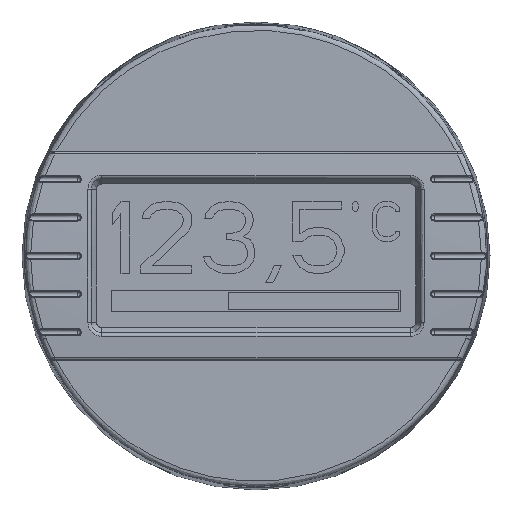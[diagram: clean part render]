
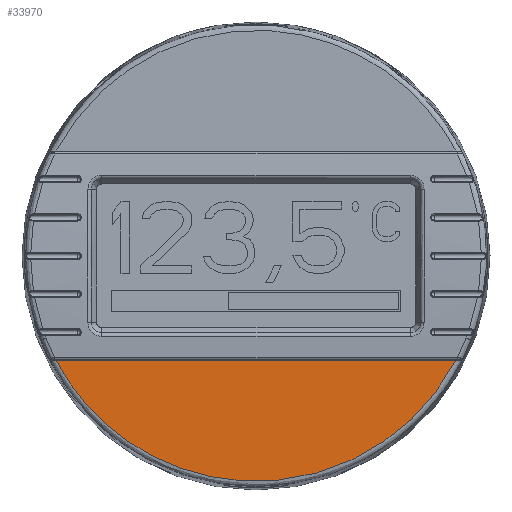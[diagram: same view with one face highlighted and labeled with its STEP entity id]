
A CAD part, top view. The second image highlights one B-rep face of the part: STEP entity #33970.
In plain terms, the highlighted planar face has unit normal (0, 0, 1).
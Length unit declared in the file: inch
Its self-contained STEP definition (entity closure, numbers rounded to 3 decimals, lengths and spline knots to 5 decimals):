
#7241 = ORIENTED_EDGE ( 'NONE', *, *, #16513, .F. ) ;
#13402 = CARTESIAN_POINT ( 'NONE',  ( 0.65045, -0.3878, 0.35433 ) ) ;
#15399 = EDGE_LOOP ( 'NONE', ( #7241, #36442 ) ) ;
#16513 = EDGE_CURVE ( 'NONE', #44989, #54835, #38235, .T. ) ;
#19094 = CARTESIAN_POINT ( 'NONE',  ( -0.82761, -0.3878, 0.35433 ) ) ;
#19563 = CARTESIAN_POINT ( 'NONE',  ( -0.08858, -0.3878, 0.35433 ) ) ;
#20791 = VECTOR ( 'NONE', #35204, 39.37008 ) ;
#21624 = FACE_OUTER_BOUND ( 'NONE', #15399, .T. ) ;
#24432 = CARTESIAN_POINT ( 'NONE',  ( 0.29447, -1.06618, 0.35433 ) ) ;
#29771 = CARTESIAN_POINT ( 'NONE',  ( 0.65045, -0.3878, 0.35433 ) ) ;
#32273 = DIRECTION ( 'NONE',  ( 0., 0., 1. ) ) ;
#33970 = ADVANCED_FACE ( 'NONE', ( #21624 ), #43294, .T. ) ;
#35204 = DIRECTION ( 'NONE',  ( -1., 0., 0. ) ) ;
#36443 = EDGE_CURVE ( 'NONE', #44989, #54835, #46222, .T. ) ;
#36442 = ORIENTED_EDGE ( 'NONE', *, *, #36443, .T. ) ;
#38235 =( BOUNDED_CURVE ( )  B_SPLINE_CURVE ( 3, ( #29771, #24432, #46104, #19094 ),
 .UNSPECIFIED., .F., .T. ) 
 B_SPLINE_CURVE_WITH_KNOTS ( ( 4, 4 ),
 ( 0., 1. ),
 .UNSPECIFIED. ) 
 CURVE ( )  GEOMETRIC_REPRESENTATION_ITEM ( )  RATIONAL_B_SPLINE_CURVE ( ( 1., 0.643, 0.643, 1. ) ) 
 REPRESENTATION_ITEM ( '' )  );
#43294 = PLANE ( 'NONE',  #64869 ) ;
#44989 = VERTEX_POINT ( 'NONE', #13402 ) ;
#46104 = CARTESIAN_POINT ( 'NONE',  ( -0.47164, -1.06618, 0.35433 ) ) ;
#46222 = LINE ( 'NONE', #19563, #20791 ) ;
#51351 = CARTESIAN_POINT ( 'NONE',  ( -0.82761, -0.3878, 0.35433 ) ) ;
#54835 = VERTEX_POINT ( 'NONE', #51351 ) ;
#64869 = AXIS2_PLACEMENT_3D ( 'NONE', #69267, #32273, #65337 ) ;
#65337 = DIRECTION ( 'NONE',  ( 0., 1., 0. ) ) ;
#69267 = CARTESIAN_POINT ( 'NONE',  ( -0.08858, 0., 0.35433 ) ) ;
